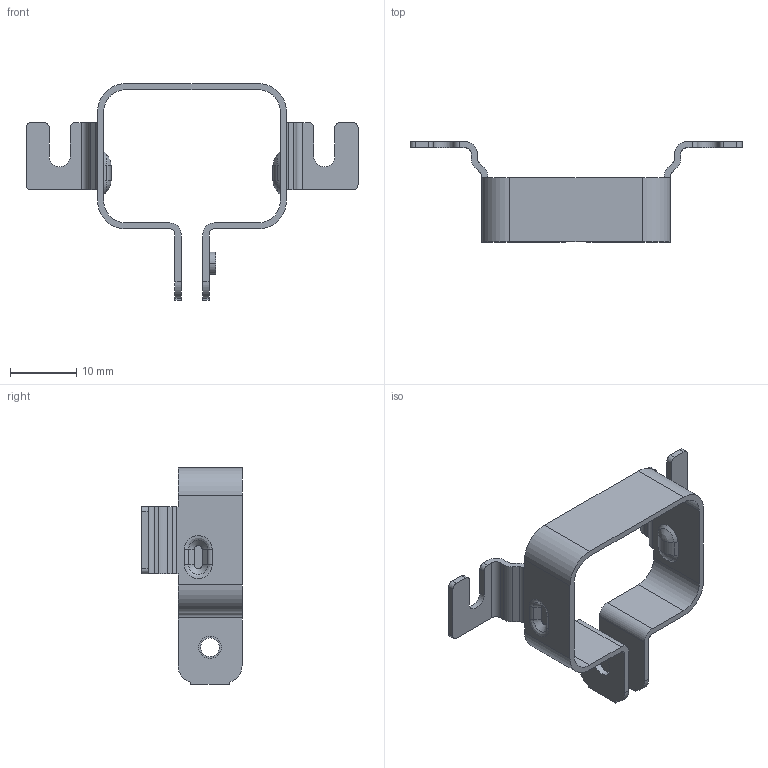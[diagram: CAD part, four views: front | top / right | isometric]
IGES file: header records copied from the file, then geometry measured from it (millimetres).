
Start section: Elysium IGES Interface
Global section: file name: 161H85910071_C13_Conn-Lock_Black_10-16-12.igs; native system: SolidDesigner 14.50  18-Oct-2006; preprocessor: OneSpace IGES_3D V2.2; author: Unknown; organization: Unknown; date: 20121017.113540; units: millimetre
Bounding box: 50.04 x 15.09 x 32.67 mm (x, y, z)
Volume: 1175.9 mm3; surface area: 2888.6 mm2
Topology: 1 solids, 1 shells, 125 faces, 346 edges, 224 vertices
Faces by surface type: bspline 125
